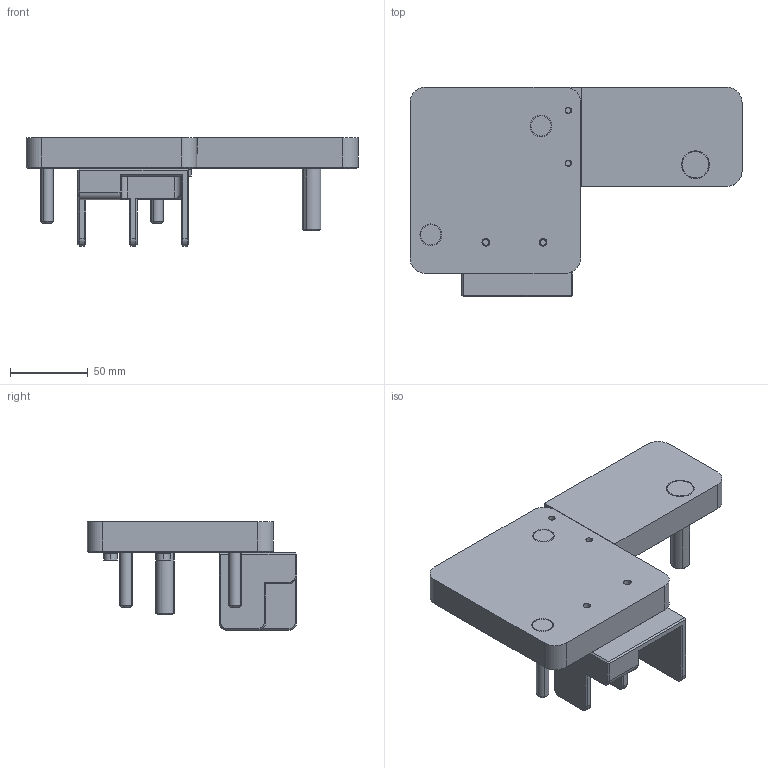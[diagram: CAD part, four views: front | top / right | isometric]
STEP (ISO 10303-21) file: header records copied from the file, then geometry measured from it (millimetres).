
FILE_DESCRIPTION(('CATIA V5 STEP Exchange','CAx-IF Rec.Pracs.--- Model Styling and Organization---1.4--- 2014-01-23'),'2;1');
FILE_NAME('P61-319363 - GA KIEM TAB PHANH SAU W++.stp','2022-12-09T03:33:33+00:00',('none'),('none'),'CATIA Version 5-6 Release 2018','CATIA V5 STEP AP214','none');
FILE_SCHEMA(('AUTOMOTIVE_DESIGN { 1 0 10303 214 1 1 1 1 }'));
Length unit declared in the file: millimetre
Products named in the file (8): Pr Tool & Jip Tab Phanh sau; M6x1 L 20; Tool and Jip Tab Phanh sau; JIP 02 TAB PHANH SAU; JIP 03 TAB PHANH SAU; Socket M5x15; TY DAY SKD61 (M8x60); TY DAY SKD61 (M12x60)
Assembly tree (10 placements, depth 2):
  Pr Tool & Jip Tab Phanh sau
    M6x1 L 20  x2
    Tool and Jip Tab Phanh sau
    JIP 02 TAB PHANH SAU
    JIP 03 TAB PHANH SAU
    Socket M5x15  x2
    TY DAY SKD61 (M8x60)  x2
    TY DAY SKD61 (M12x60)
Bounding box: 214 x 135 x 70 mm (x, y, z)
Volume: 471147.1 mm3; surface area: 89953.4 mm2
Topology: 10 solids, 10 shells, 855 faces, 2147 edges, 1307 vertices
Faces by surface type: bspline 466, cylinder 182, plane 136, cone 33, torus 26, sphere 12
Entity records: 22422 total; most frequent: CARTESIAN_POINT 12926, ORIENTED_EDGE 2528, EDGE_CURVE 1264, DIRECTION 1018, VERTEX_POINT 776, EDGE_LOOP 548, ADVANCED_FACE 513, FACE_OUTER_BOUND 513
